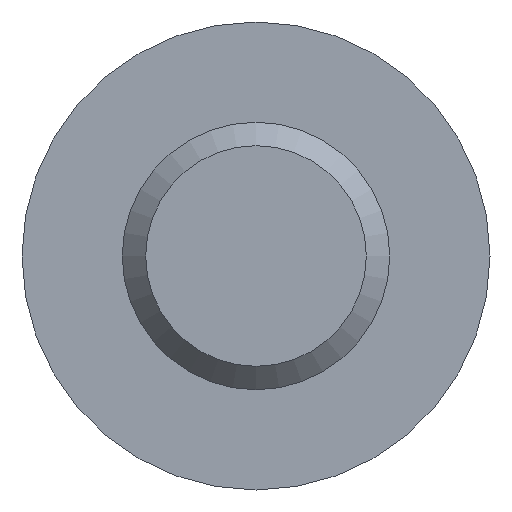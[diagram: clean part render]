
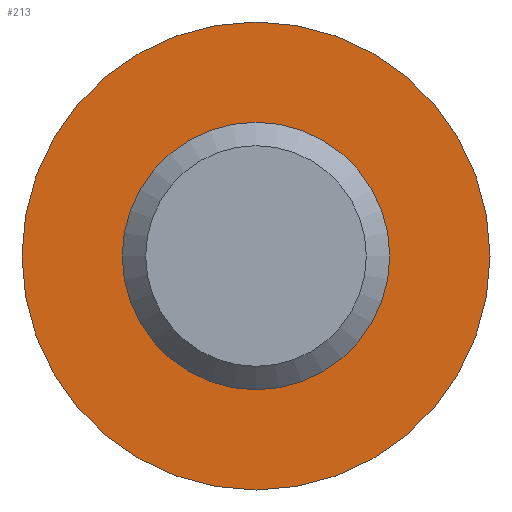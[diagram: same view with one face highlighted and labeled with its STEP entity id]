
A CAD part, front view. The second image highlights one B-rep face of the part: STEP entity #213.
In plain terms, the highlighted planar face has unit normal (0, -1, 0).
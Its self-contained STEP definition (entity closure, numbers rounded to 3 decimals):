
#4 = DIRECTION ( 'NONE',  ( 0., 0., -1. ) ) ;
#10 = CARTESIAN_POINT ( 'NONE',  ( 0., 16., -3.5 ) ) ;
#44 = DIRECTION ( 'NONE',  ( 0., 0., -1. ) ) ;
#47 = DIRECTION ( 'NONE',  ( 0., -1., 0. ) ) ;
#56 = CARTESIAN_POINT ( 'NONE',  ( 0., 16., 0. ) ) ;
#81 = AXIS2_PLACEMENT_3D ( 'NONE', #257, #47, #4 ) ;
#87 = EDGE_LOOP ( 'NONE', ( #375 ) ) ;
#125 = FACE_BOUND ( 'NONE', #415, .T. ) ;
#196 = CIRCLE ( 'NONE', #423, 3.5 ) ;
#210 = FACE_OUTER_BOUND ( 'NONE', #87, .T. ) ;
#213 = ADVANCED_FACE ( 'NONE', ( #125, #210 ), #498, .F. ) ;
#220 = VERTEX_POINT ( 'NONE', #306 ) ;
#251 = DIRECTION ( 'NONE',  ( 0., 1., 0. ) ) ;
#253 = CIRCLE ( 'NONE', #81, 2. ) ;
#257 = CARTESIAN_POINT ( 'NONE',  ( 0., 16., 0. ) ) ;
#261 = AXIS2_PLACEMENT_3D ( 'NONE', #411, #251, #458 ) ;
#295 = EDGE_CURVE ( 'NONE', #220, #220, #253, .T. ) ;
#306 = CARTESIAN_POINT ( 'NONE',  ( 0., 16., -2. ) ) ;
#354 = ORIENTED_EDGE ( 'NONE', *, *, #295, .F. ) ;
#364 = EDGE_CURVE ( 'NONE', #387, #387, #196, .T. ) ;
#375 = ORIENTED_EDGE ( 'NONE', *, *, #364, .T. ) ;
#387 = VERTEX_POINT ( 'NONE', #10 ) ;
#411 = CARTESIAN_POINT ( 'NONE',  ( -2., 16., 0. ) ) ;
#415 = EDGE_LOOP ( 'NONE', ( #354 ) ) ;
#423 = AXIS2_PLACEMENT_3D ( 'NONE', #56, #509, #44 ) ;
#458 = DIRECTION ( 'NONE',  ( 0., 0., 1. ) ) ;
#498 = PLANE ( 'NONE',  #261 ) ;
#509 = DIRECTION ( 'NONE',  ( 0., -1., 0. ) ) ;
